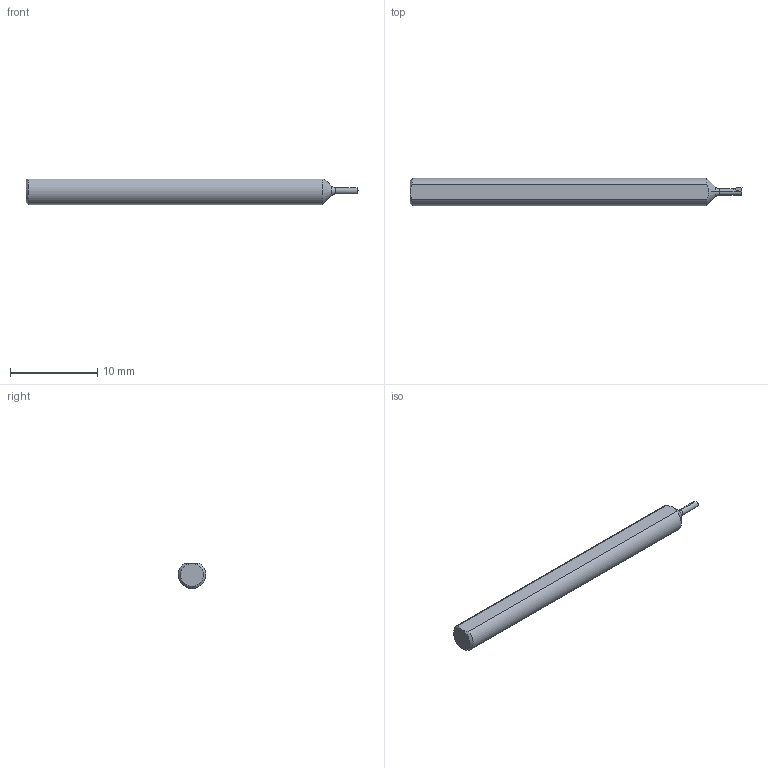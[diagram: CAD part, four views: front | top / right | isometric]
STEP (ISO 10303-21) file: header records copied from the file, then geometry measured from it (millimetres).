
FILE_DESCRIPTION (( 'STEP AP203' ), '1' );
FILE_NAME ('210022-MB035100.STEP', '2025-01-29T00:55:24', ( '' ), ( '' ), 'SwSTEP 2.0', 'SolidWorks 2024', '' );
FILE_SCHEMA (( 'CONFIG_CONTROL_DESIGN' ));
Length unit declared in the file: inch
Products named in the file (1): 210022-MB035100
Bounding box: 38.1 x 3.17 x 2.91 mm (x, y, z)
Volume: 262.9 mm3; surface area: 358.6 mm2
Topology: 1 solids, 1 shells, 19 faces, 45 edges, 28 vertices
Faces by surface type: plane 10, cone 4, cylinder 3, torus 2
Entity records: 635 total; most frequent: CARTESIAN_POINT 128, ORIENTED_EDGE 90, DIRECTION 89, EDGE_CURVE 45, AXIS2_PLACEMENT_3D 33, VERTEX_POINT 28, LINE 23, VECTOR 23
